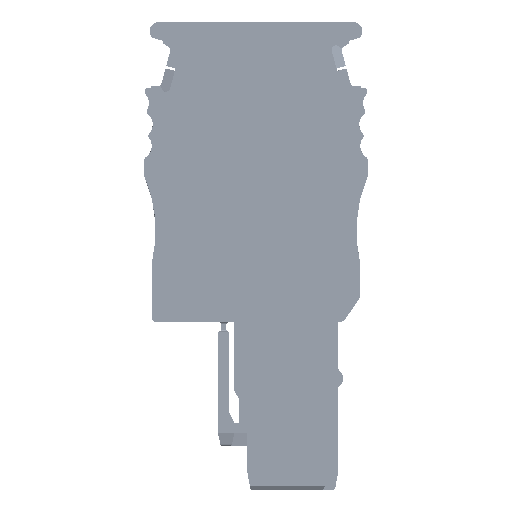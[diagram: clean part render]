
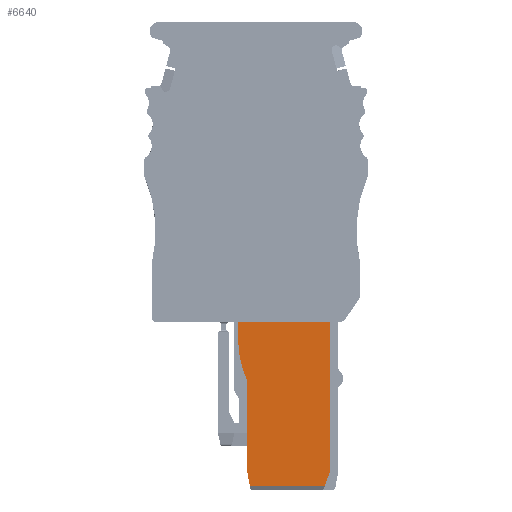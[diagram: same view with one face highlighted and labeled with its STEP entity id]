
A CAD part, left-side view. The second image highlights one B-rep face of the part: STEP entity #6640.
In plain terms, the highlighted planar face has unit normal (-1, 0, 0).
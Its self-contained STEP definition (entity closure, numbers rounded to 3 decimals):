
#6559=AXIS2_PLACEMENT_3D('Circle Axis2P3D',#6557,#6558,$) ;
#6588=AXIS2_PLACEMENT_3D('Plane Axis2P3D',#6585,#6586,#6587) ;
#5786=CARTESIAN_POINT('Vertex',(0.85,13.1,2.)) ;
#5789=CARTESIAN_POINT('Line Origine',(0.85,13.1,6.925)) ;
#5793=CARTESIAN_POINT('Vertex',(0.85,13.1,11.85)) ;
#6557=CARTESIAN_POINT('Axis2P3D Location',(0.85,3.1,16.433)) ;
#6561=CARTESIAN_POINT('Vertex',(0.85,14.1,16.433)) ;
#6585=CARTESIAN_POINT('Axis2P3D Location',(0.85,8.3,0.)) ;
#6590=CARTESIAN_POINT('Line Origine',(0.85,9.1,18.25)) ;
#6594=CARTESIAN_POINT('Vertex',(0.85,4.1,18.25)) ;
#6596=CARTESIAN_POINT('Vertex',(0.85,14.1,18.25)) ;
#6599=CARTESIAN_POINT('Line Origine',(0.85,14.1,17.341)) ;
#6604=CARTESIAN_POINT('Line Origine',(0.85,12.959,1.2)) ;
#6608=CARTESIAN_POINT('Vertex',(0.85,12.818,0.4)) ;
#6611=CARTESIAN_POINT('Line Origine',(0.85,8.75,0.4)) ;
#6615=CARTESIAN_POINT('Vertex',(0.85,4.682,0.4)) ;
#6618=CARTESIAN_POINT('Line Origine',(0.85,4.391,1.2)) ;
#6622=CARTESIAN_POINT('Vertex',(0.85,4.1,2.)) ;
#6625=CARTESIAN_POINT('Line Origine',(0.85,4.1,10.125)) ;
#5790=DIRECTION('Vector Direction',(0.,0.,-1.)) ;
#6558=DIRECTION('Axis2P3D Direction',(1.,0.,-0.)) ;
#6586=DIRECTION('Axis2P3D Direction',(1.,0.,-0.)) ;
#6587=DIRECTION('Axis2P3D XDirection',(0.,0.,1.)) ;
#6591=DIRECTION('Vector Direction',(0.,1.,0.)) ;
#6600=DIRECTION('Vector Direction',(0.,0.,-1.)) ;
#6605=DIRECTION('Vector Direction',(0.,-0.174,-0.985)) ;
#6612=DIRECTION('Vector Direction',(0.,-1.,0.)) ;
#6619=DIRECTION('Vector Direction',(0.,0.342,-0.94)) ;
#6626=DIRECTION('Vector Direction',(0.,0.,1.)) ;
#5791=VECTOR('Line Direction',#5790,1.) ;
#6592=VECTOR('Line Direction',#6591,1.) ;
#6601=VECTOR('Line Direction',#6600,1.) ;
#6606=VECTOR('Line Direction',#6605,1.) ;
#6613=VECTOR('Line Direction',#6612,1.) ;
#6620=VECTOR('Line Direction',#6619,1.) ;
#6627=VECTOR('Line Direction',#6626,1.) ;
#6631=ORIENTED_EDGE('',*,*,#6598,.T.) ;
#6632=ORIENTED_EDGE('',*,*,#6603,.T.) ;
#6633=ORIENTED_EDGE('',*,*,#6563,.F.) ;
#6634=ORIENTED_EDGE('',*,*,#5795,.T.) ;
#6635=ORIENTED_EDGE('',*,*,#6610,.T.) ;
#6636=ORIENTED_EDGE('',*,*,#6617,.T.) ;
#6637=ORIENTED_EDGE('',*,*,#6624,.F.) ;
#6638=ORIENTED_EDGE('',*,*,#6629,.T.) ;
#6640=ADVANCED_FACE('MLD_APG_6_L.1\\MLD_APG_6_L',(#6639),#6589,.F.) ;
#6560=CIRCLE('generated circle',#6559,11.) ;
#5795=EDGE_CURVE('',#5794,#5787,#5792,.T.) ;
#6563=EDGE_CURVE('',#5794,#6562,#6560,.T.) ;
#6598=EDGE_CURVE('',#6595,#6597,#6593,.T.) ;
#6603=EDGE_CURVE('',#6597,#6562,#6602,.T.) ;
#6610=EDGE_CURVE('',#5787,#6609,#6607,.T.) ;
#6617=EDGE_CURVE('',#6609,#6616,#6614,.T.) ;
#6624=EDGE_CURVE('',#6623,#6616,#6621,.T.) ;
#6629=EDGE_CURVE('',#6623,#6595,#6628,.T.) ;
#6630=EDGE_LOOP('',(#6631,#6632,#6633,#6634,#6635,#6636,#6637,#6638)) ;
#6639=FACE_OUTER_BOUND('',#6630,.T.) ;
#5792=LINE('Line',#5789,#5791) ;
#6593=LINE('Line',#6590,#6592) ;
#6602=LINE('Line',#6599,#6601) ;
#6607=LINE('Line',#6604,#6606) ;
#6614=LINE('Line',#6611,#6613) ;
#6621=LINE('Line',#6618,#6620) ;
#6628=LINE('Line',#6625,#6627) ;
#6589=PLANE('',#6588) ;
#5787=VERTEX_POINT('',#5786) ;
#5794=VERTEX_POINT('',#5793) ;
#6562=VERTEX_POINT('',#6561) ;
#6595=VERTEX_POINT('',#6594) ;
#6597=VERTEX_POINT('',#6596) ;
#6609=VERTEX_POINT('',#6608) ;
#6616=VERTEX_POINT('',#6615) ;
#6623=VERTEX_POINT('',#6622) ;
